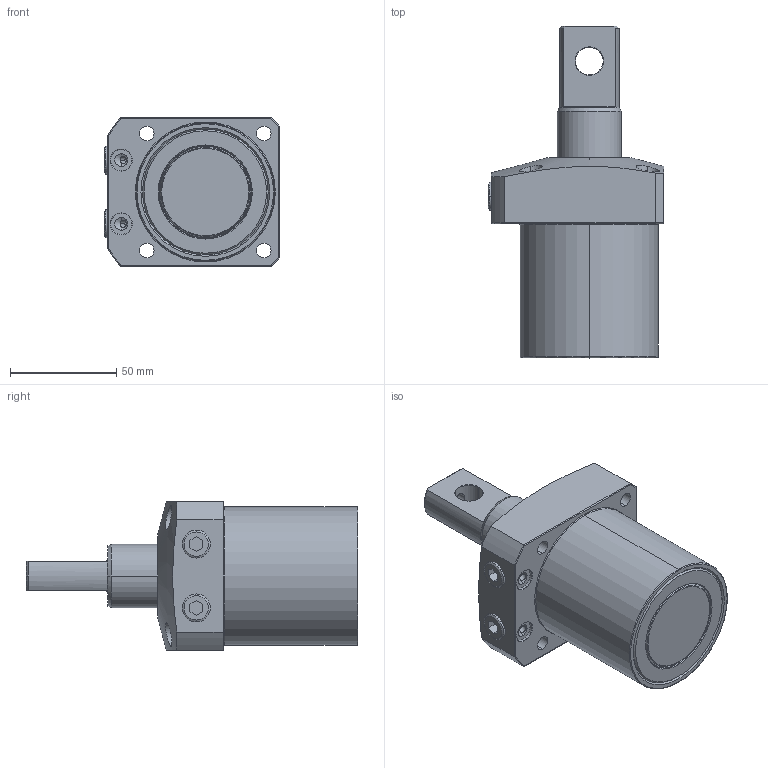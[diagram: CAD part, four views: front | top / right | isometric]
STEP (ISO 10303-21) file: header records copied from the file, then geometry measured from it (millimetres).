
FILE_DESCRIPTION (( 'STEP AP203' ), '1' );
FILE_NAME ('LHA0650-G-P.STEP', '2018-12-15T06:10:17', ( '微软用户' ), ( '微软中国' ), 'SwSTEP 2.0', 'SolidWorks 2012', '' );
FILE_SCHEMA (( 'CONFIG_CONTROL_DESIGN' ));
Length unit declared in the file: millimetre
Products named in the file (5): LHA0650-槭暌滀S(蹬怮椔); LHA0650-咂衝椳紕溽_rev1; LHA0650-楓羔_蹬怮椔); Rネジ1_4; LHA0650-G-P
Assembly tree (5 placements, depth 2):
  LHA0650-G-P
    LHA0650-槭暌滀S(蹬怮椔)
    LHA0650-咂衝椳紕溽_rev1
    LHA0650-楓羔_蹬怮椔)
    Rネジ1_4  x2
Bounding box: 82.5 x 156 x 70 mm (x, y, z)
Volume: 389963.2 mm3; surface area: 48638.9 mm2
Topology: 5 solids, 5 shells, 165 faces, 381 edges, 239 vertices
Faces by surface type: cylinder 57, plane 51, cone 47, torus 10
Entity records: 5486 total; most frequent: CARTESIAN_POINT 1479, DIRECTION 756, ORIENTED_EDGE 698, EDGE_CURVE 349, AXIS2_PLACEMENT_3D 311, VERTEX_POINT 219, EDGE_LOOP 178, CIRCLE 153
